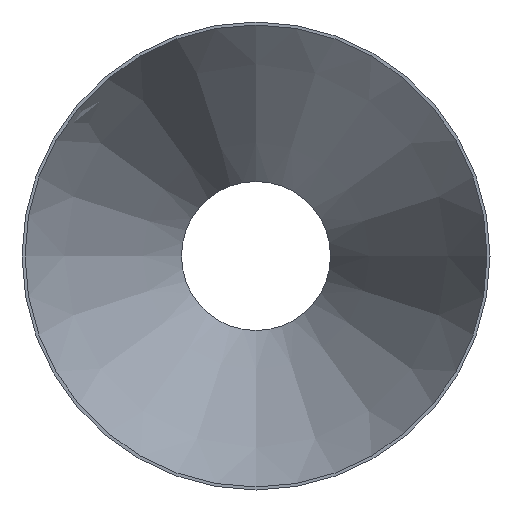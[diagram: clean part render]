
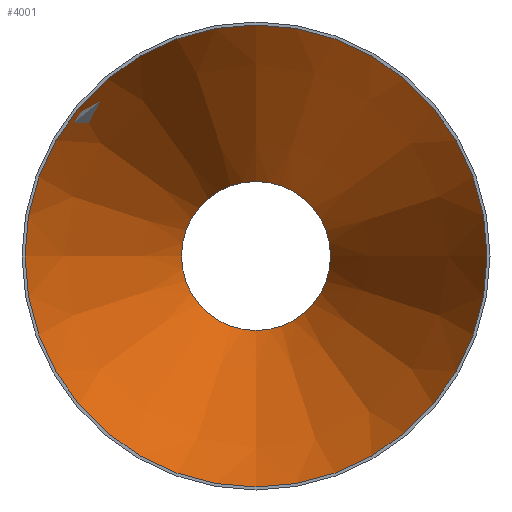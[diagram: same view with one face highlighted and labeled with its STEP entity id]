
A CAD part, front view. The second image highlights one B-rep face of the part: STEP entity #4001.
In plain terms, the highlighted conical face has half-angle 23.007 degrees and reference radius 250.741 mm.
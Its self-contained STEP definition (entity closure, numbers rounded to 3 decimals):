
#219 = DIRECTION ( 'NONE',  ( 0., 0., -1. ) ) ;
#1239 = CARTESIAN_POINT ( 'NONE',  ( 0., 400., -80.891 ) ) ;
#1879 = DIRECTION ( 'NONE',  ( 0., 0., -1. ) ) ;
#4001 = ADVANCED_FACE ( 'NONE', ( #54267, #24508 ), #37748, .F. ) ;
#10198 = VERTEX_POINT ( 'NONE', #1239 ) ;
#15043 = EDGE_CURVE ( 'NONE', #54027, #54027, #49904, .T. ) ;
#21712 = CARTESIAN_POINT ( 'NONE',  ( 0., 400., 0. ) ) ;
#22942 = EDGE_LOOP ( 'NONE', ( #56449 ) ) ;
#24508 = FACE_OUTER_BOUND ( 'NONE', #22942, .T. ) ;
#25528 = DIRECTION ( 'NONE',  ( 0., -1., 0. ) ) ;
#26830 = EDGE_CURVE ( 'NONE', #10198, #10198, #56666, .T. ) ;
#28455 = AXIS2_PLACEMENT_3D ( 'NONE', #30925, #30605, #63031 ) ;
#29927 = DIRECTION ( 'NONE',  ( 0., -1., 0. ) ) ;
#30605 = DIRECTION ( 'NONE',  ( 0., -1., 0. ) ) ;
#30925 = CARTESIAN_POINT ( 'NONE',  ( 0., 0., 0. ) ) ;
#34754 = CARTESIAN_POINT ( 'NONE',  ( 0., 0., 0. ) ) ;
#37748 = CONICAL_SURFACE ( 'NONE', #43881, 250.741, 0.402 ) ;
#43500 = ORIENTED_EDGE ( 'NONE', *, *, #26830, .F. ) ;
#43881 = AXIS2_PLACEMENT_3D ( 'NONE', #34754, #29927, #219 ) ;
#44735 = CARTESIAN_POINT ( 'NONE',  ( 0., 0., -250.741 ) ) ;
#48454 = AXIS2_PLACEMENT_3D ( 'NONE', #21712, #25528, #1879 ) ;
#49904 = CIRCLE ( 'NONE', #28455, 250.741 ) ;
#50693 = EDGE_LOOP ( 'NONE', ( #43500 ) ) ;
#54027 = VERTEX_POINT ( 'NONE', #44735 ) ;
#54267 = FACE_BOUND ( 'NONE', #50693, .T. ) ;
#56449 = ORIENTED_EDGE ( 'NONE', *, *, #15043, .T. ) ;
#56666 = CIRCLE ( 'NONE', #48454, 80.891 ) ;
#63031 = DIRECTION ( 'NONE',  ( 0., 0., -1. ) ) ;
